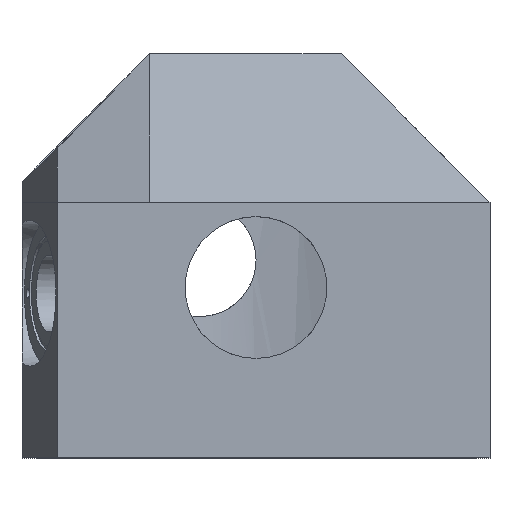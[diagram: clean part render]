
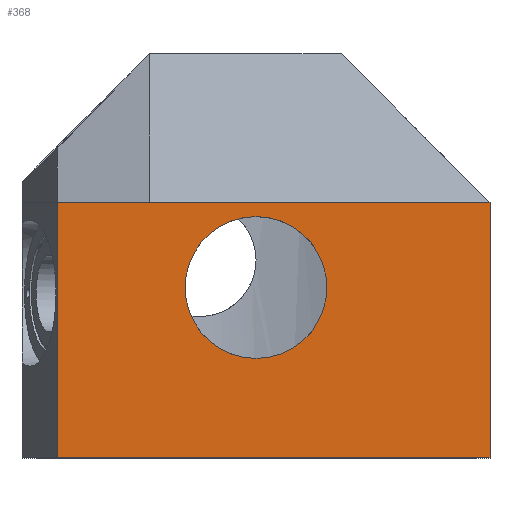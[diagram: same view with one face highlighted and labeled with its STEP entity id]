
A CAD part, top view. The second image highlights one B-rep face of the part: STEP entity #368.
In plain terms, the highlighted planar face has unit normal (0, 0, 1).
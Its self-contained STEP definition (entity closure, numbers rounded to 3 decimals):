
#101 = VERTEX_POINT('',#102);
#102 = CARTESIAN_POINT('',(330.,0.,330.));
#116 = VERTEX_POINT('',#117);
#117 = CARTESIAN_POINT('',(24.951,0.,330.));
#123 = EDGE_CURVE('',#116,#101,#124,.T.);
#124 = LINE('',#125,#126);
#125 = CARTESIAN_POINT('',(0.,0.,330.));
#126 = VECTOR('',#127,1.);
#127 = DIRECTION('',(1.,0.,0.));
#171 = VERTEX_POINT('',#172);
#172 = CARTESIAN_POINT('',(24.951,180.,330.));
#188 = EDGE_CURVE('',#171,#116,#189,.T.);
#189 = LINE('',#190,#191);
#190 = CARTESIAN_POINT('',(24.951,0.,330.));
#191 = VECTOR('',#192,1.);
#192 = DIRECTION('',(0.,-1.,0.));
#340 = VERTEX_POINT('',#341);
#341 = CARTESIAN_POINT('',(330.,180.,330.));
#347 = EDGE_CURVE('',#101,#340,#348,.T.);
#348 = LINE('',#349,#350);
#349 = CARTESIAN_POINT('',(330.,0.,330.));
#350 = VECTOR('',#351,1.);
#351 = DIRECTION('',(0.,1.,0.));
#368 = ADVANCED_FACE('',(#369,#388),#399,.T.);
#369 = FACE_BOUND('',#370,.T.);
#370 = EDGE_LOOP('',(#371,#379,#380,#381,#382));
#371 = ORIENTED_EDGE('',*,*,#372,.F.);
#372 = EDGE_CURVE('',#171,#373,#375,.T.);
#373 = VERTEX_POINT('',#374);
#374 = CARTESIAN_POINT('',(90.,180.,330.));
#375 = LINE('',#376,#377);
#376 = CARTESIAN_POINT('',(0.,180.,330.));
#377 = VECTOR('',#378,1.);
#378 = DIRECTION('',(1.,0.,0.));
#379 = ORIENTED_EDGE('',*,*,#188,.T.);
#380 = ORIENTED_EDGE('',*,*,#123,.T.);
#381 = ORIENTED_EDGE('',*,*,#347,.T.);
#382 = ORIENTED_EDGE('',*,*,#383,.F.);
#383 = EDGE_CURVE('',#373,#340,#384,.T.);
#384 = LINE('',#385,#386);
#385 = CARTESIAN_POINT('',(0.,180.,330.));
#386 = VECTOR('',#387,1.);
#387 = DIRECTION('',(1.,0.,0.));
#388 = FACE_BOUND('',#389,.T.);
#389 = EDGE_LOOP('',(#390));
#390 = ORIENTED_EDGE('',*,*,#391,.F.);
#391 = EDGE_CURVE('',#392,#392,#394,.T.);
#392 = VERTEX_POINT('',#393);
#393 = CARTESIAN_POINT('',(215.,120.,330.));
#394 = CIRCLE('',#395,50.);
#395 = AXIS2_PLACEMENT_3D('',#396,#397,#398);
#396 = CARTESIAN_POINT('',(165.,120.,330.));
#397 = DIRECTION('',(0.,0.,1.));
#398 = DIRECTION('',(1.,0.,0.));
#399 = PLANE('',#400);
#400 = AXIS2_PLACEMENT_3D('',#401,#402,#403);
#401 = CARTESIAN_POINT('',(0.,0.,330.));
#402 = DIRECTION('',(0.,0.,1.));
#403 = DIRECTION('',(1.,0.,0.));
